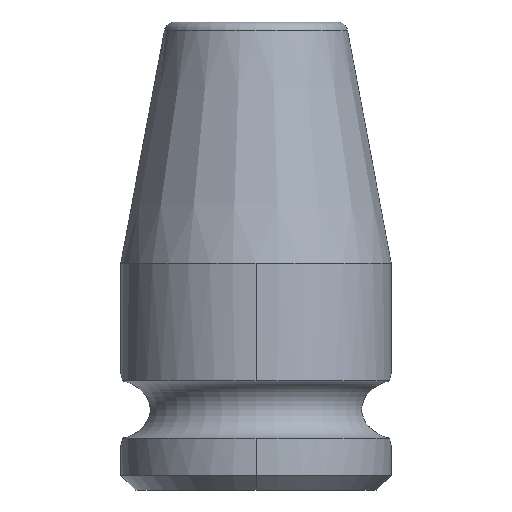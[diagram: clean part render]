
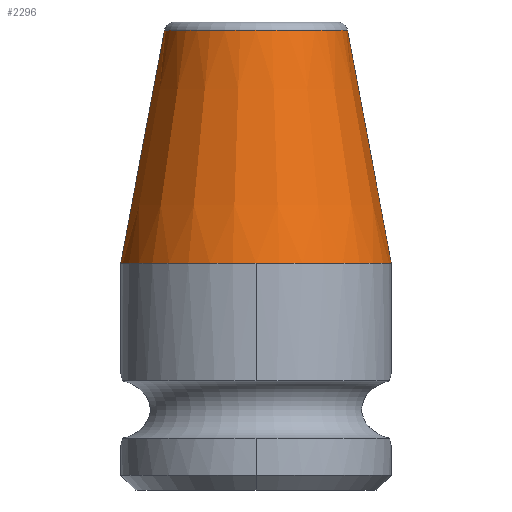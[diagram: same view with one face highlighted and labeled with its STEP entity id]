
A CAD part, left-side view. The second image highlights one B-rep face of the part: STEP entity #2296.
In plain terms, the highlighted conical face has half-angle 10.641 degrees and reference radius 7.754 mm.
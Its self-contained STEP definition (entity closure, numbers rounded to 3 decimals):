
#184=CARTESIAN_POINT('',(0.,0.,15.5));
#185=DIRECTION('',(0.,0.,1.));
#186=DIRECTION('',(0.,1.,0.));
#187=AXIS2_PLACEMENT_3D('',#184,#185,#186);
#356=CARTESIAN_POINT('',(0.,0.,15.5));
#357=DIRECTION('',(0.,0.,1.));
#358=DIRECTION('',(-1.,0.,0.));
#359=AXIS2_PLACEMENT_3D('',#356,#357,#358);
#1028=DIRECTION('',(0.,0.185,-0.983));
#1029=VECTOR('',#1028,16.208);
#1030=CARTESIAN_POINT('',(0.,6.257,
31.429));
#1031=LINE('',#1030,#1029);
#1032=DIRECTION('',(0.,-0.185,-0.983));
#1033=VECTOR('',#1032,16.208);
#1034=CARTESIAN_POINT('',(0.,-6.257,
31.429));
#1035=LINE('',#1034,#1033);
#1036=CARTESIAN_POINT('',(0.,0.,31.429));
#1037=DIRECTION('',(0.,0.,1.));
#1038=DIRECTION('',(0.,1.,0.));
#1039=AXIS2_PLACEMENT_3D('',#1036,#1037,#1038);
#1226=CARTESIAN_POINT('',(0.,9.25,15.5));
#1227=CARTESIAN_POINT('',(-9.25,0.,15.5));
#1228=VERTEX_POINT('',#1226);
#1229=VERTEX_POINT('',#1227);
#1230=CARTESIAN_POINT('',(0.,-9.25,15.5));
#1231=VERTEX_POINT('',#1230);
#1238=CARTESIAN_POINT('',(0.,6.257,31.429));
#1239=CARTESIAN_POINT('',(0.,-6.257,31.429));
#1240=VERTEX_POINT('',#1238);
#1241=VERTEX_POINT('',#1239);
#2284=CARTESIAN_POINT('',(0.,0.,23.465));
#2285=DIRECTION('',(0.,0.,-1.));
#2286=DIRECTION('',(0.,-1.,0.));
#2287=AXIS2_PLACEMENT_3D('',#2284,#2285,#2286);
#2288=CONICAL_SURFACE('',#2287,7.754,10.641);
#2289=ORIENTED_EDGE('',*,*,#2249,.T.);
#2290=ORIENTED_EDGE('',*,*,#2279,.T.);
#2291=ORIENTED_EDGE('',*,*,#1431,.F.);
#2292=ORIENTED_EDGE('',*,*,#1364,.F.);
#2293=ORIENTED_EDGE('',*,*,#2275,.F.);
#2294=EDGE_LOOP('',(#2289,#2290,#2291,#2292,#2293));
#2295=FACE_OUTER_BOUND('',#2294,.F.);
#2296=ADVANCED_FACE('',(#2295),#2288,.T.);
#188=CIRCLE('',#187,9.25);
#360=CIRCLE('',#359,9.25);
#1040=CIRCLE('',#1039,6.257);
#1364=EDGE_CURVE('',#1228,#1229,#188,.T.);
#1431=EDGE_CURVE('',#1229,#1231,#360,.T.);
#2249=EDGE_CURVE('',#1240,#1241,#1040,.T.);
#2275=EDGE_CURVE('',#1240,#1228,#1031,.T.);
#2279=EDGE_CURVE('',#1241,#1231,#1035,.T.);
